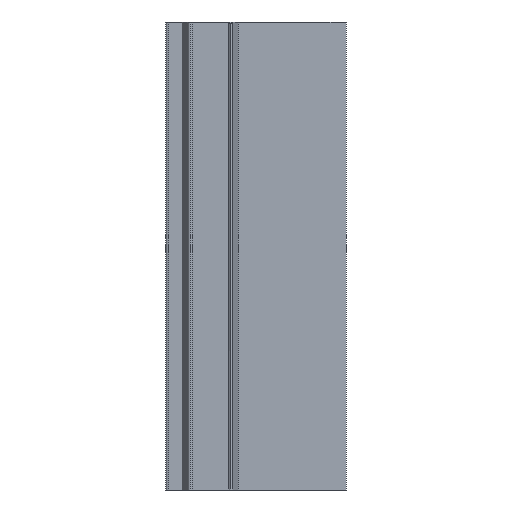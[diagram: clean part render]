
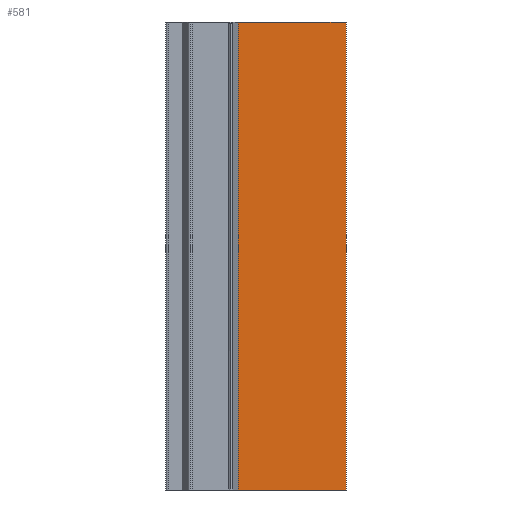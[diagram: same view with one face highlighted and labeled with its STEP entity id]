
A CAD part, front view. The second image highlights one B-rep face of the part: STEP entity #581.
In plain terms, the highlighted planar face has unit normal (0, -1, 0).
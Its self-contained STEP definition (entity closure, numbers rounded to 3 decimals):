
#26=PLANE('',#646);
#56=FACE_OUTER_BOUND('',#87,.T.);
#87=EDGE_LOOP('',(#482,#483,#484,#485));
#137=LINE('',#883,#205);
#162=LINE('',#944,#230);
#163=LINE('',#947,#231);
#164=LINE('',#948,#232);
#205=VECTOR('',#710,10.);
#230=VECTOR('',#771,10.);
#231=VECTOR('',#774,10.);
#232=VECTOR('',#775,10.);
#278=VERTEX_POINT('',#880);
#279=VERTEX_POINT('',#882);
#297=VERTEX_POINT('',#942);
#298=VERTEX_POINT('',#946);
#337=EDGE_CURVE('',#278,#279,#137,.T.);
#368=EDGE_CURVE('',#278,#297,#162,.T.);
#369=EDGE_CURVE('',#298,#297,#163,.T.);
#370=EDGE_CURVE('',#279,#298,#164,.T.);
#482=ORIENTED_EDGE('',*,*,#368,.T.);
#483=ORIENTED_EDGE('',*,*,#369,.F.);
#484=ORIENTED_EDGE('',*,*,#370,.F.);
#485=ORIENTED_EDGE('',*,*,#337,.F.);
#581=ADVANCED_FACE('',(#56),#26,.T.);
#646=AXIS2_PLACEMENT_3D('',#945,#772,#773);
#710=DIRECTION('',(-1.,0.,0.));
#771=DIRECTION('',(0.,0.,1.));
#772=DIRECTION('center_axis',(0.,-1.,0.));
#773=DIRECTION('ref_axis',(1.,0.,0.));
#774=DIRECTION('',(1.,0.,0.));
#775=DIRECTION('',(0.,0.,1.));
#880=CARTESIAN_POINT('',(29.,0.,-50.));
#882=CARTESIAN_POINT('',(5.103,0.,-50.));
#883=CARTESIAN_POINT('',(5.103,0.,-50.));
#942=CARTESIAN_POINT('',(29.,0.,50.));
#944=CARTESIAN_POINT('',(29.,0.,0.));
#945=CARTESIAN_POINT('Origin',(5.103,0.,0.));
#946=CARTESIAN_POINT('',(5.103,0.,50.));
#947=CARTESIAN_POINT('',(5.103,0.,50.));
#948=CARTESIAN_POINT('',(5.103,0.,0.));
